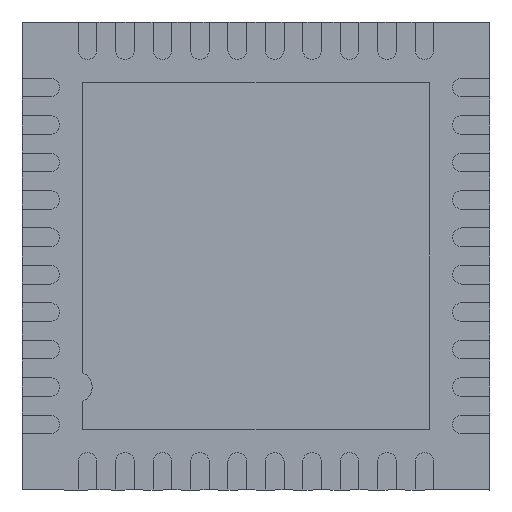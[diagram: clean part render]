
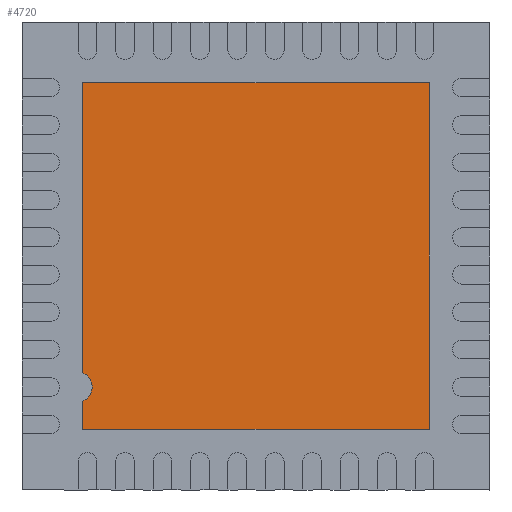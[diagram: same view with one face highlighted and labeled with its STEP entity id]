
A CAD part, front view. The second image highlights one B-rep face of the part: STEP entity #4720.
In plain terms, the highlighted planar face has unit normal (0, -1, 0).
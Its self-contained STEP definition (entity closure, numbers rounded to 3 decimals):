
#2 = LINE ( 'NONE', #13875, #6969 ) ;
#95 = PLANE ( 'NONE',  #3744 ) ;
#689 = ORIENTED_EDGE ( 'NONE', *, *, #8790, .T. ) ;
#834 = LINE ( 'NONE', #10661, #8283 ) ;
#1990 = LINE ( 'NONE', #10679, #10662 ) ;
#2103 = VERTEX_POINT ( 'NONE', #8625 ) ;
#2219 = DIRECTION ( 'NONE',  ( 0., 0., -1. ) ) ;
#2240 = ORIENTED_EDGE ( 'NONE', *, *, #11787, .T. ) ;
#2582 = DIRECTION ( 'NONE',  ( 0., 0., 1. ) ) ;
#2816 = LINE ( 'NONE', #7263, #3340 ) ;
#3166 = DIRECTION ( 'NONE',  ( 0., 0., -1. ) ) ;
#3281 = FACE_OUTER_BOUND ( 'NONE', #5798, .T. ) ;
#3340 = VECTOR ( 'NONE', #3732, 1000. ) ;
#3642 = VERTEX_POINT ( 'NONE', #9838 ) ;
#3714 = DIRECTION ( 'NONE',  ( 0., 0., 1. ) ) ;
#3732 = DIRECTION ( 'NONE',  ( -1., 0., 0. ) ) ;
#3744 = AXIS2_PLACEMENT_3D ( 'NONE', #13833, #9717, #2219 ) ;
#4088 = EDGE_CURVE ( 'NONE', #7503, #7724, #834, .T. ) ;
#4205 = EDGE_CURVE ( 'NONE', #9473, #3642, #11859, .T. ) ;
#4720 = ADVANCED_FACE ( 'NONE', ( #3281 ), #95, .T. ) ;
#5798 = EDGE_LOOP ( 'NONE', ( #12495, #12140, #12818, #10497, #2240, #689 ) ) ;
#6356 = DIRECTION ( 'NONE',  ( 1., 0., 0. ) ) ;
#6969 = VECTOR ( 'NONE', #6356, 1000. ) ;
#7093 = VERTEX_POINT ( 'NONE', #13181 ) ;
#7263 = CARTESIAN_POINT ( 'NONE',  ( 1.85, 0., 1.85 ) ) ;
#7503 = VERTEX_POINT ( 'NONE', #8914 ) ;
#7724 = VERTEX_POINT ( 'NONE', #9059 ) ;
#7870 = AXIS2_PLACEMENT_3D ( 'NONE', #8162, #9167, #3714 ) ;
#8162 = CARTESIAN_POINT ( 'NONE',  ( -1.912, 0., -1.4 ) ) ;
#8283 = VECTOR ( 'NONE', #3166, 1000. ) ;
#8625 = CARTESIAN_POINT ( 'NONE',  ( -1.85, 0., 1.85 ) ) ;
#8790 = EDGE_CURVE ( 'NONE', #2103, #7093, #1990, .T. ) ;
#8914 = CARTESIAN_POINT ( 'NONE',  ( -1.85, 0., -1.55 ) ) ;
#9059 = CARTESIAN_POINT ( 'NONE',  ( -1.85, 0., -1.85 ) ) ;
#9167 = DIRECTION ( 'NONE',  ( 0., -1., 0. ) ) ;
#9473 = VERTEX_POINT ( 'NONE', #11117 ) ;
#9717 = DIRECTION ( 'NONE',  ( 0., -1., 0. ) ) ;
#9838 = CARTESIAN_POINT ( 'NONE',  ( 1.85, 0., 1.85 ) ) ;
#10044 = VECTOR ( 'NONE', #2582, 1000. ) ;
#10233 = EDGE_CURVE ( 'NONE', #7724, #9473, #2, .T. ) ;
#10497 = ORIENTED_EDGE ( 'NONE', *, *, #4205, .T. ) ;
#10542 = DIRECTION ( 'NONE',  ( 0., 0., -1. ) ) ;
#10661 = CARTESIAN_POINT ( 'NONE',  ( -1.85, 0., -1.85 ) ) ;
#10662 = VECTOR ( 'NONE', #10542, 1000. ) ;
#10679 = CARTESIAN_POINT ( 'NONE',  ( -1.85, 0., -1.85 ) ) ;
#10811 = EDGE_CURVE ( 'NONE', #7503, #7093, #11491, .T. ) ;
#11117 = CARTESIAN_POINT ( 'NONE',  ( 1.85, 0., -1.85 ) ) ;
#11491 = CIRCLE ( 'NONE', #7870, 0.162 ) ;
#11787 = EDGE_CURVE ( 'NONE', #3642, #2103, #2816, .T. ) ;
#11859 = LINE ( 'NONE', #11930, #10044 ) ;
#11930 = CARTESIAN_POINT ( 'NONE',  ( 1.85, 0., -1.85 ) ) ;
#12140 = ORIENTED_EDGE ( 'NONE', *, *, #4088, .T. ) ;
#12495 = ORIENTED_EDGE ( 'NONE', *, *, #10811, .F. ) ;
#12818 = ORIENTED_EDGE ( 'NONE', *, *, #10233, .T. ) ;
#13181 = CARTESIAN_POINT ( 'NONE',  ( -1.85, 0., -1.25 ) ) ;
#13833 = CARTESIAN_POINT ( 'NONE',  ( 0., 0., 0. ) ) ;
#13875 = CARTESIAN_POINT ( 'NONE',  ( 1.85, 0., -1.85 ) ) ;
